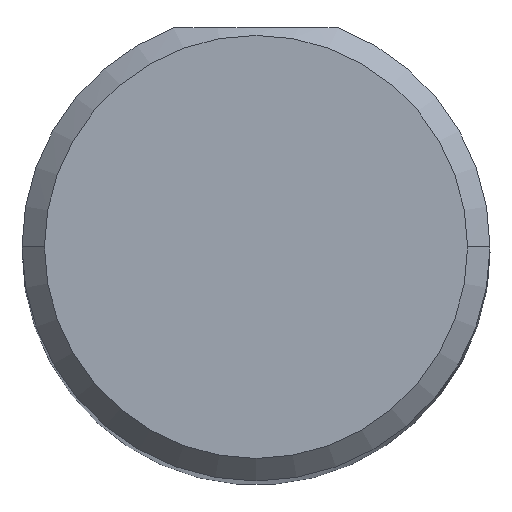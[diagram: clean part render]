
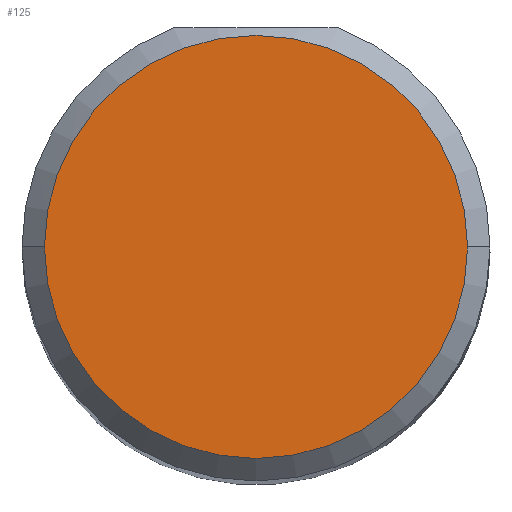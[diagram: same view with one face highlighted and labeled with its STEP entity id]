
A CAD part, top view. The second image highlights one B-rep face of the part: STEP entity #125.
In plain terms, the highlighted planar face has unit normal (0, 0, 1).
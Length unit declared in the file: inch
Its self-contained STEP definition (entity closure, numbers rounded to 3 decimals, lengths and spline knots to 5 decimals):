
#16 = DIRECTION ( 'NONE',  ( 1., 0., 0. ) ) ;
#31 = DIRECTION ( 'NONE',  ( 1., 0., 0. ) ) ;
#66 = AXIS2_PLACEMENT_3D ( 'NONE', #282, #202, #449 ) ;
#92 = CIRCLE ( 'NONE', #66, 0.14125 ) ;
#125 = ADVANCED_FACE ( 'NONE', ( #361 ), #401, .T. ) ;
#193 = CARTESIAN_POINT ( 'NONE',  ( -0.14125, 0., 2.5 ) ) ;
#202 = DIRECTION ( 'NONE',  ( 0., 0., 1. ) ) ;
#204 = CARTESIAN_POINT ( 'NONE',  ( 0.14125, 0., 2.5 ) ) ;
#231 = EDGE_CURVE ( 'NONE', #300, #354, #92, .T. ) ;
#236 = CARTESIAN_POINT ( 'NONE',  ( 0., 0., 2.5 ) ) ;
#277 = DIRECTION ( 'NONE',  ( 0., 0., 1. ) ) ;
#279 = EDGE_LOOP ( 'NONE', ( #468, #347 ) ) ;
#282 = CARTESIAN_POINT ( 'NONE',  ( 0., 0., 2.5 ) ) ;
#284 = EDGE_CURVE ( 'NONE', #354, #300, #290, .T. ) ;
#290 = CIRCLE ( 'NONE', #428, 0.14125 ) ;
#300 = VERTEX_POINT ( 'NONE', #193 ) ;
#317 = AXIS2_PLACEMENT_3D ( 'NONE', #236, #277, #16 ) ;
#347 = ORIENTED_EDGE ( 'NONE', *, *, #284, .T. ) ;
#354 = VERTEX_POINT ( 'NONE', #204 ) ;
#361 = FACE_OUTER_BOUND ( 'NONE', #279, .T. ) ;
#401 = PLANE ( 'NONE',  #317 ) ;
#428 = AXIS2_PLACEMENT_3D ( 'NONE', #529, #452, #31 ) ;
#449 = DIRECTION ( 'NONE',  ( 1., 0., 0. ) ) ;
#452 = DIRECTION ( 'NONE',  ( 0., 0., 1. ) ) ;
#468 = ORIENTED_EDGE ( 'NONE', *, *, #231, .T. ) ;
#529 = CARTESIAN_POINT ( 'NONE',  ( 0., 0., 2.5 ) ) ;
